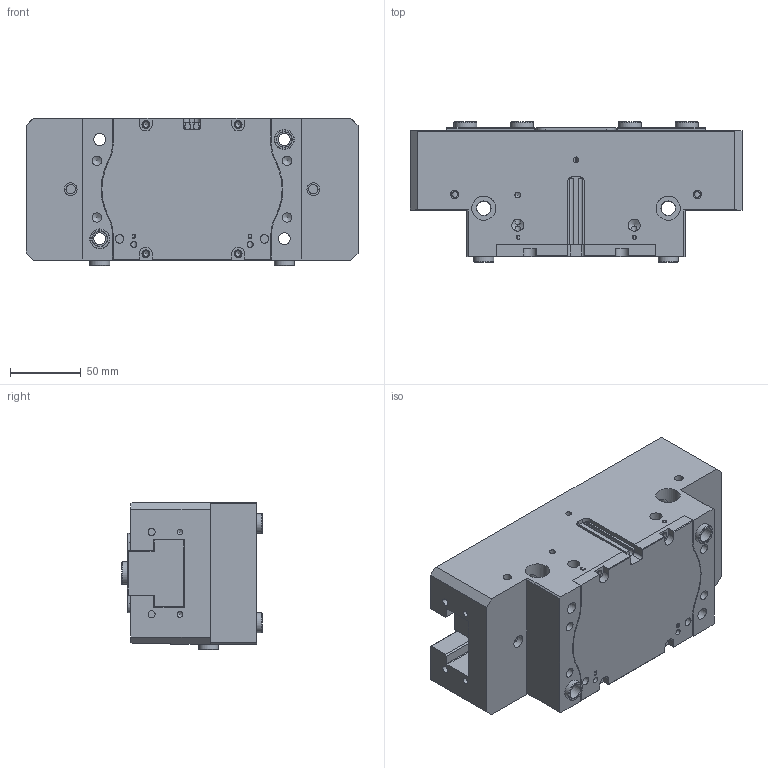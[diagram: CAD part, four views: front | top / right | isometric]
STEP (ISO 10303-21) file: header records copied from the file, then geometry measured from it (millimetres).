
FILE_DESCRIPTION(/* description */ (''),/* implementation_level */ '2;1');
FILE_NAME(/* name */ 'PGP-200-C1.stp',/* time_stamp */ '2021-08-30T16:06:36+02:00',/* author */ ('Emilio'),/* organization */ (''),/* preprocessor_version */ 'ST-DEVELOPER v17.2',/* originating_system */ 'Autodesk Inventor 2019',/* authorisation */ '');
FILE_SCHEMA (('AUTOMOTIVE_DESIGN { 1 0 10303 214 3 1 1 }'));
Length unit declared in the file: millimetre
Products named in the file (9): PGP-200-C1; PGP-200-CORPO-cliente; PGP-200-COPERCHIO; PGP-200-FONDELLO-cliente; PZP-200 GRIFFA C1-cliente; BOCCOLA 14H7L8.9; BOCCOLA SENSORE M8; BOCCOLA 16H7L8.9; DIN 7991 - M4x8
Assembly tree (19 placements, depth 2):
  PGP-200-C1
    PGP-200-CORPO-cliente
    PGP-200-COPERCHIO
    PGP-200-FONDELLO-cliente
    PZP-200 GRIFFA C1-cliente  x2
    BOCCOLA 14H7L8.9  x4
    BOCCOLA SENSORE M8  x2
    BOCCOLA 16H7L8.9  x4
    DIN 7991 - M4x8  x4
Bounding box: 234 x 99 x 104 mm (x, y, z)
Volume: 1639306.2 mm3; surface area: 235415.2 mm2
Topology: 19 solids, 19 shells, 638 faces, 1683 edges, 1123 vertices
Faces by surface type: plane 290, cylinder 160, cone 94, bspline 90, torus 4
Full cylindrical faces by diameter (mm): 3.242 x8, 4 x4, 4.134 x19, 4.2 x5, 4.5 x8, 4.917 x2, 5 x4, 5.5 x4, 6 x6, 6.647 x6, 8 x4, 8.376 x4, 8.5 x2, 8.566 x2, 9 x4, 10.106 x4, 10.2 x4, 10.6 x4, 12.6 x4, 14 x14, 16 x8, 17 x2
Entity records: 17838 total; most frequent: CARTESIAN_POINT 4789, ORIENTED_EDGE 2678, DIRECTION 2407, EDGE_CURVE 1339, VERTEX_POINT 928, AXIS2_PLACEMENT_3D 856, LINE 695, VECTOR 695
